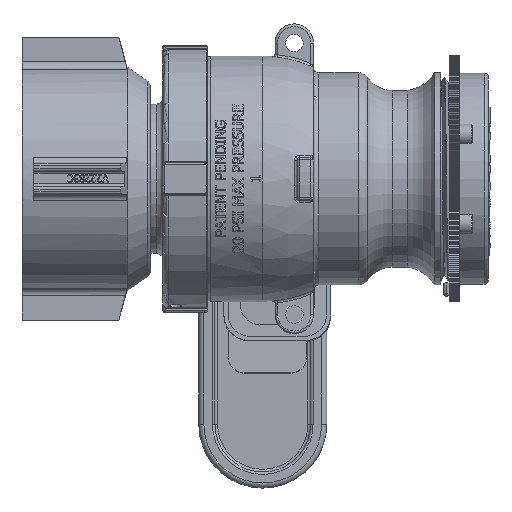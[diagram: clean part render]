
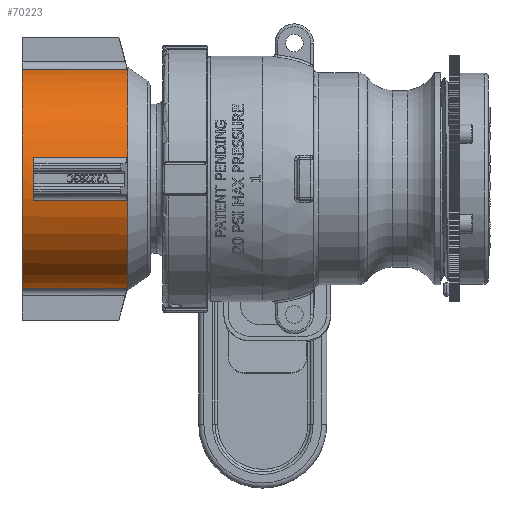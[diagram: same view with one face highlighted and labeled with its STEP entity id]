
A CAD part, front view. The second image highlights one B-rep face of the part: STEP entity #70223.
In plain terms, the highlighted cylindrical face has radius 33.211 mm (diameter 66.421 mm), a partial arc.
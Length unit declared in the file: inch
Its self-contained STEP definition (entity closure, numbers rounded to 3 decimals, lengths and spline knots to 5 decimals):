
#1722=FACE_BOUND('',#12014,.T.);
#8070=FACE_OUTER_BOUND('',#12013,.T.);
#12013=EDGE_LOOP('',(#59913,#59914,#59915,#59916,#59917,#59918,#59919,#59920));
#12014=EDGE_LOOP('',(#59921,#59922,#59923,#59924));
#17366=LINE('',#123195,#23485);
#17403=LINE('',#123959,#23522);
#17406=LINE('',#124048,#23525);
#17408=LINE('',#124058,#23527);
#17409=LINE('',#124064,#23528);
#17410=LINE('',#124067,#23529);
#23485=VECTOR('',#90276,0.3937);
#23522=VECTOR('',#90445,0.3937);
#23525=VECTOR('',#90546,0.3937);
#23527=VECTOR('',#90558,0.3937);
#23528=VECTOR('',#90563,0.3937);
#23529=VECTOR('',#90566,0.3937);
#27834=CIRCLE('',#76283,1.3075);
#27835=CIRCLE('',#76284,1.3075);
#27836=CIRCLE('',#76285,1.3075);
#27837=CIRCLE('',#76286,1.3075);
#27838=CIRCLE('',#76287,1.3075);
#27839=CIRCLE('',#76288,1.3075);
#32880=VERTEX_POINT('',#123192);
#32881=VERTEX_POINT('',#123194);
#32951=VERTEX_POINT('',#123587);
#32998=VERTEX_POINT('',#123957);
#33024=VERTEX_POINT('',#124036);
#33025=VERTEX_POINT('',#124047);
#33027=VERTEX_POINT('',#124055);
#33028=VERTEX_POINT('',#124057);
#33029=VERTEX_POINT('',#124060);
#33030=VERTEX_POINT('',#124061);
#33031=VERTEX_POINT('',#124063);
#33032=VERTEX_POINT('',#124065);
#42230=EDGE_CURVE('',#32880,#32881,#17366,.T.);
#42360=EDGE_CURVE('',#32998,#32951,#17403,.T.);
#42396=EDGE_CURVE('',#33024,#33025,#17406,.T.);
#42399=EDGE_CURVE('',#33024,#32951,#27834,.T.);
#42400=EDGE_CURVE('',#32998,#32881,#27835,.T.);
#42401=EDGE_CURVE('',#32880,#33027,#27836,.T.);
#42402=EDGE_CURVE('',#33028,#33027,#17408,.T.);
#42403=EDGE_CURVE('',#33028,#33025,#27837,.T.);
#42404=EDGE_CURVE('',#33029,#33030,#27838,.T.);
#42405=EDGE_CURVE('',#33031,#33030,#17409,.T.);
#42406=EDGE_CURVE('',#33031,#33032,#27839,.T.);
#42407=EDGE_CURVE('',#33029,#33032,#17410,.T.);
#59913=ORIENTED_EDGE('',*,*,#42396,.F.);
#59914=ORIENTED_EDGE('',*,*,#42399,.T.);
#59915=ORIENTED_EDGE('',*,*,#42360,.F.);
#59916=ORIENTED_EDGE('',*,*,#42400,.T.);
#59917=ORIENTED_EDGE('',*,*,#42230,.F.);
#59918=ORIENTED_EDGE('',*,*,#42401,.T.);
#59919=ORIENTED_EDGE('',*,*,#42402,.F.);
#59920=ORIENTED_EDGE('',*,*,#42403,.T.);
#59921=ORIENTED_EDGE('',*,*,#42404,.T.);
#59922=ORIENTED_EDGE('',*,*,#42405,.F.);
#59923=ORIENTED_EDGE('',*,*,#42406,.T.);
#59924=ORIENTED_EDGE('',*,*,#42407,.F.);
#67539=CYLINDRICAL_SURFACE('',#76282,1.3075);
#70223=ADVANCED_FACE('',(#8070,#1722),#67539,.T.);
#76282=AXIS2_PLACEMENT_3D('',#124052,#90550,#90551);
#76283=AXIS2_PLACEMENT_3D('',#124053,#90552,#90553);
#76284=AXIS2_PLACEMENT_3D('',#124054,#90554,#90555);
#76285=AXIS2_PLACEMENT_3D('',#124056,#90556,#90557);
#76286=AXIS2_PLACEMENT_3D('',#124059,#90559,#90560);
#76287=AXIS2_PLACEMENT_3D('',#124062,#90561,#90562);
#76288=AXIS2_PLACEMENT_3D('',#124066,#90564,#90565);
#90276=DIRECTION('',(0.,0.,-1.));
#90445=DIRECTION('',(0.,0.,1.));
#90546=DIRECTION('',(0.,0.,1.));
#90550=DIRECTION('center_axis',(0.,0.,-1.));
#90551=DIRECTION('ref_axis',(1.,0.,0.));
#90552=DIRECTION('center_axis',(0.,0.,-1.));
#90553=DIRECTION('ref_axis',(0.,-1.,0.));
#90554=DIRECTION('center_axis',(0.,0.,1.));
#90555=DIRECTION('ref_axis',(-1.,0.,0.));
#90556=DIRECTION('center_axis',(0.,0.,-1.));
#90557=DIRECTION('ref_axis',(-1.,0.,0.));
#90558=DIRECTION('',(0.,0.,-1.));
#90559=DIRECTION('center_axis',(0.,0.,-1.));
#90560=DIRECTION('ref_axis',(-1.,0.,0.));
#90561=DIRECTION('center_axis',(0.,0.,1.));
#90562=DIRECTION('ref_axis',(-1.,0.,0.));
#90563=DIRECTION('',(0.,0.,1.));
#90564=DIRECTION('center_axis',(0.,0.,-1.));
#90565=DIRECTION('ref_axis',(-1.,0.,0.));
#90566=DIRECTION('',(0.,0.,-1.));
#123192=CARTESIAN_POINT('',(0.,1.3075,-1.23));
#123194=CARTESIAN_POINT('',(0.,1.3075,-1.24));
#123195=CARTESIAN_POINT('',(0.,1.3075,0.));
#123587=CARTESIAN_POINT('',(0.,-1.3075,-1.23));
#123957=CARTESIAN_POINT('',(0.,-1.3075,-1.24));
#123959=CARTESIAN_POINT('',(0.,-1.3075,0.));
#124036=CARTESIAN_POINT('',(0.25261,-1.28287,-1.23));
#124047=CARTESIAN_POINT('',(0.25261,-1.28287,0.));
#124048=CARTESIAN_POINT('',(0.25261,-1.28287,0.));
#124052=CARTESIAN_POINT('Origin',(0.,0.,0.));
#124053=CARTESIAN_POINT('Origin',(0.,0.,-1.23));
#124054=CARTESIAN_POINT('Origin',(0.,0.,-1.24));
#124055=CARTESIAN_POINT('',(0.25261,1.28287,-1.23));
#124056=CARTESIAN_POINT('Origin',(0.,0.,-1.23));
#124057=CARTESIAN_POINT('',(0.25261,1.28287,0.));
#124058=CARTESIAN_POINT('',(0.25261,1.28287,0.));
#124059=CARTESIAN_POINT('Origin',(0.,0.,0.));
#124060=CARTESIAN_POINT('',(1.28287,-0.25261,-0.14));
#124061=CARTESIAN_POINT('',(1.28287,0.25261,-0.14));
#124062=CARTESIAN_POINT('Origin',(0.,0.,-0.14));
#124063=CARTESIAN_POINT('',(1.28287,0.25261,-1.23));
#124064=CARTESIAN_POINT('',(1.28287,0.25261,0.));
#124065=CARTESIAN_POINT('',(1.28287,-0.25261,-1.23));
#124066=CARTESIAN_POINT('Origin',(0.,0.,-1.23));
#124067=CARTESIAN_POINT('',(1.28287,-0.25261,0.));
